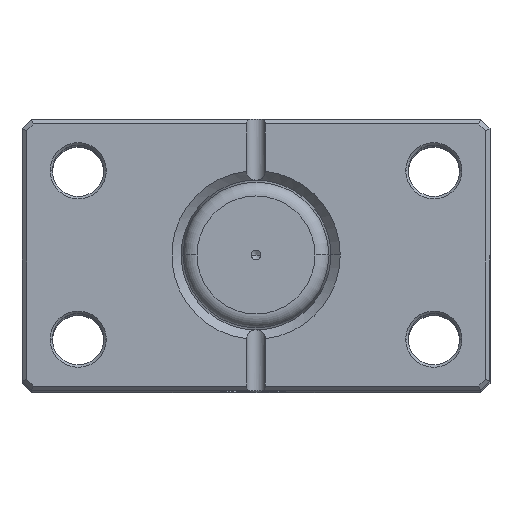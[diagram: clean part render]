
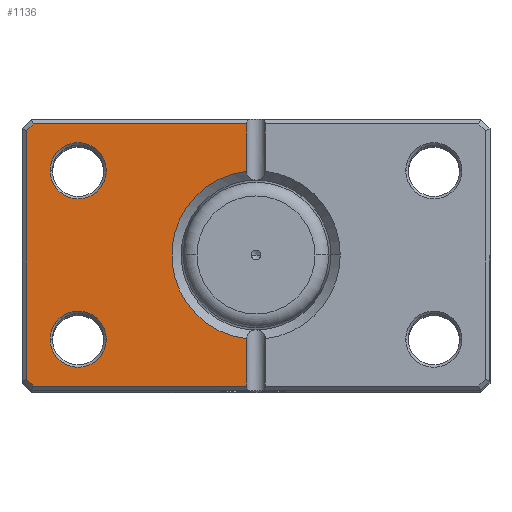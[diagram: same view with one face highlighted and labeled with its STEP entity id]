
A CAD part, top view. The second image highlights one B-rep face of the part: STEP entity #1136.
In plain terms, the highlighted face is planar.
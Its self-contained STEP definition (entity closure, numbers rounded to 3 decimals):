
#15 = EDGE_CURVE ( 'NONE', #571, #5552, #342, .T. ) ;
#53 = CARTESIAN_POINT ( 'NONE',  ( 0., -28., 0. ) ) ;
#73 = DIRECTION ( 'NONE',  ( -1., 0., 0. ) ) ;
#83 = CARTESIAN_POINT ( 'NONE',  ( 0., 0., 0. ) ) ;
#87 = EDGE_CURVE ( 'NONE', #5552, #4310, #2735, .T. ) ;
#148 = ORIENTED_EDGE ( 'NONE', *, *, #2337, .T. ) ;
#188 = CARTESIAN_POINT ( 'NONE',  ( 49., -26.586, 0. ) ) ;
#213 = VECTOR ( 'NONE', #3888, 1000. ) ;
#234 = PLANE ( 'NONE',  #2227 ) ;
#249 = CARTESIAN_POINT ( 'NONE',  ( 47.586, 28., 0. ) ) ;
#342 = LINE ( 'NONE', #53, #5464 ) ;
#351 = VECTOR ( 'NONE', #415, 1000. ) ;
#377 = EDGE_CURVE ( 'NONE', #6235, #2174, #1723, .T. ) ;
#415 = DIRECTION ( 'NONE',  ( 0., -1., 0. ) ) ;
#442 = LINE ( 'NONE', #3316, #5542 ) ;
#449 = ORIENTED_EDGE ( 'NONE', *, *, #3856, .T. ) ;
#571 = VERTEX_POINT ( 'NONE', #5622 ) ;
#637 = DIRECTION ( 'NONE',  ( 0., 0., 1. ) ) ;
#702 = CARTESIAN_POINT ( 'NONE',  ( 0., 28., 0. ) ) ;
#860 = DIRECTION ( 'NONE',  ( 0., 0., 1. ) ) ;
#888 = AXIS2_PLACEMENT_3D ( 'NONE', #4405, #1423, #4904 ) ;
#924 = CARTESIAN_POINT ( 'NONE',  ( 2., 17.889, 0. ) ) ;
#987 = CIRCLE ( 'NONE', #2855, 6. ) ;
#1116 = ORIENTED_EDGE ( 'NONE', *, *, #4238, .T. ) ;
#1136 = ADVANCED_FACE ( 'NONE', ( #5455, #2722, #5153 ), #234, .F. ) ;
#1138 = VERTEX_POINT ( 'NONE', #249 ) ;
#1148 = EDGE_CURVE ( 'NONE', #2096, #3846, #987, .T. ) ;
#1375 = VECTOR ( 'NONE', #2945, 1000. ) ;
#1423 = DIRECTION ( 'NONE',  ( 0., 0., 1. ) ) ;
#1487 = ORIENTED_EDGE ( 'NONE', *, *, #6309, .T. ) ;
#1723 = LINE ( 'NONE', #1964, #351 ) ;
#1749 = CARTESIAN_POINT ( 'NONE',  ( 38., -18., 0. ) ) ;
#1857 = DIRECTION ( 'NONE',  ( -0.707, -0.707, 0. ) ) ;
#1964 = CARTESIAN_POINT ( 'NONE',  ( 49., 0., 0. ) ) ;
#2081 = VECTOR ( 'NONE', #6139, 1000. ) ;
#2096 = VERTEX_POINT ( 'NONE', #4610 ) ;
#2129 = VECTOR ( 'NONE', #4313, 1000. ) ;
#2160 = CIRCLE ( 'NONE', #2810, 6. ) ;
#2174 = VERTEX_POINT ( 'NONE', #188 ) ;
#2190 = EDGE_CURVE ( 'NONE', #2480, #5798, #2160, .T. ) ;
#2227 = AXIS2_PLACEMENT_3D ( 'NONE', #83, #5967, #5871 ) ;
#2276 = DIRECTION ( 'NONE',  ( 1., 0., 0. ) ) ;
#2337 = EDGE_CURVE ( 'NONE', #4310, #2471, #2985, .T. ) ;
#2471 = VERTEX_POINT ( 'NONE', #924 ) ;
#2480 = VERTEX_POINT ( 'NONE', #5928 ) ;
#2722 = FACE_BOUND ( 'NONE', #4776, .T. ) ;
#2735 = LINE ( 'NONE', #5691, #1375 ) ;
#2810 = AXIS2_PLACEMENT_3D ( 'NONE', #1749, #5177, #2276 ) ;
#2817 = CARTESIAN_POINT ( 'NONE',  ( 49., 26.586, 0. ) ) ;
#2855 = AXIS2_PLACEMENT_3D ( 'NONE', #3490, #3469, #3049 ) ;
#2893 = CARTESIAN_POINT ( 'NONE',  ( 44., 18., 0. ) ) ;
#2945 = DIRECTION ( 'NONE',  ( 0., 1., 0. ) ) ;
#2976 = EDGE_CURVE ( 'NONE', #2174, #571, #442, .T. ) ;
#2985 = CIRCLE ( 'NONE', #4457, 18. ) ;
#2986 = ORIENTED_EDGE ( 'NONE', *, *, #377, .T. ) ;
#3039 = CARTESIAN_POINT ( 'NONE',  ( 2., 28., 0. ) ) ;
#3049 = DIRECTION ( 'NONE',  ( 1., 0., 0. ) ) ;
#3101 = VERTEX_POINT ( 'NONE', #3039 ) ;
#3316 = CARTESIAN_POINT ( 'NONE',  ( 37.793, -37.793, 0. ) ) ;
#3359 = LINE ( 'NONE', #702, #2081 ) ;
#3394 = EDGE_LOOP ( 'NONE', ( #6207, #148, #449, #1116, #1487, #2986, #3834, #6230 ) ) ;
#3400 = CARTESIAN_POINT ( 'NONE',  ( 2., 29., 0. ) ) ;
#3469 = DIRECTION ( 'NONE',  ( 0., 0., 1. ) ) ;
#3490 = CARTESIAN_POINT ( 'NONE',  ( 38., 18., 0. ) ) ;
#3685 = CARTESIAN_POINT ( 'NONE',  ( 38., 18., 0. ) ) ;
#3834 = ORIENTED_EDGE ( 'NONE', *, *, #2976, .T. ) ;
#3846 = VERTEX_POINT ( 'NONE', #2893 ) ;
#3856 = EDGE_CURVE ( 'NONE', #2471, #3101, #4051, .T. ) ;
#3888 = DIRECTION ( 'NONE',  ( 0., 1., 0. ) ) ;
#3929 = CARTESIAN_POINT ( 'NONE',  ( 0., 0., 0. ) ) ;
#4041 = ORIENTED_EDGE ( 'NONE', *, *, #2190, .T. ) ;
#4045 = CARTESIAN_POINT ( 'NONE',  ( 44., -18., 0. ) ) ;
#4051 = LINE ( 'NONE', #3400, #213 ) ;
#4125 = CARTESIAN_POINT ( 'NONE',  ( 2., -28., 0. ) ) ;
#4158 = DIRECTION ( 'NONE',  ( 1., 0., 0. ) ) ;
#4238 = EDGE_CURVE ( 'NONE', #3101, #1138, #3359, .T. ) ;
#4275 = CARTESIAN_POINT ( 'NONE',  ( 2., -17.889, 0. ) ) ;
#4310 = VERTEX_POINT ( 'NONE', #4275 ) ;
#4313 = DIRECTION ( 'NONE',  ( 0.707, -0.707, 0. ) ) ;
#4405 = CARTESIAN_POINT ( 'NONE',  ( 38., -18., 0. ) ) ;
#4406 = DIRECTION ( 'NONE',  ( 1., 0., 0. ) ) ;
#4457 = AXIS2_PLACEMENT_3D ( 'NONE', #3929, #860, #4406 ) ;
#4459 = EDGE_CURVE ( 'NONE', #5798, #2480, #5315, .T. ) ;
#4580 = ORIENTED_EDGE ( 'NONE', *, *, #4459, .T. ) ;
#4610 = CARTESIAN_POINT ( 'NONE',  ( 32., 18., 0. ) ) ;
#4625 = CIRCLE ( 'NONE', #5999, 6. ) ;
#4633 = EDGE_LOOP ( 'NONE', ( #4041, #4580 ) ) ;
#4776 = EDGE_LOOP ( 'NONE', ( #4795, #4967 ) ) ;
#4795 = ORIENTED_EDGE ( 'NONE', *, *, #1148, .T. ) ;
#4798 = CARTESIAN_POINT ( 'NONE',  ( 37.793, 37.793, 0. ) ) ;
#4904 = DIRECTION ( 'NONE',  ( 1., 0., 0. ) ) ;
#4967 = ORIENTED_EDGE ( 'NONE', *, *, #5614, .T. ) ;
#5153 = FACE_OUTER_BOUND ( 'NONE', #3394, .T. ) ;
#5177 = DIRECTION ( 'NONE',  ( 0., 0., 1. ) ) ;
#5315 = CIRCLE ( 'NONE', #888, 6. ) ;
#5455 = FACE_BOUND ( 'NONE', #4633, .T. ) ;
#5464 = VECTOR ( 'NONE', #73, 1000. ) ;
#5542 = VECTOR ( 'NONE', #1857, 1000. ) ;
#5552 = VERTEX_POINT ( 'NONE', #4125 ) ;
#5614 = EDGE_CURVE ( 'NONE', #3846, #2096, #4625, .T. ) ;
#5622 = CARTESIAN_POINT ( 'NONE',  ( 47.586, -28., 0. ) ) ;
#5691 = CARTESIAN_POINT ( 'NONE',  ( 2., 29., 0. ) ) ;
#5798 = VERTEX_POINT ( 'NONE', #4045 ) ;
#5871 = DIRECTION ( 'NONE',  ( 1., 0., 0. ) ) ;
#5928 = CARTESIAN_POINT ( 'NONE',  ( 32., -18., 0. ) ) ;
#5961 = LINE ( 'NONE', #4798, #2129 ) ;
#5967 = DIRECTION ( 'NONE',  ( 0., 0., 1. ) ) ;
#5999 = AXIS2_PLACEMENT_3D ( 'NONE', #3685, #637, #4158 ) ;
#6139 = DIRECTION ( 'NONE',  ( 1., 0., 0. ) ) ;
#6207 = ORIENTED_EDGE ( 'NONE', *, *, #87, .T. ) ;
#6230 = ORIENTED_EDGE ( 'NONE', *, *, #15, .T. ) ;
#6235 = VERTEX_POINT ( 'NONE', #2817 ) ;
#6309 = EDGE_CURVE ( 'NONE', #1138, #6235, #5961, .T. ) ;
